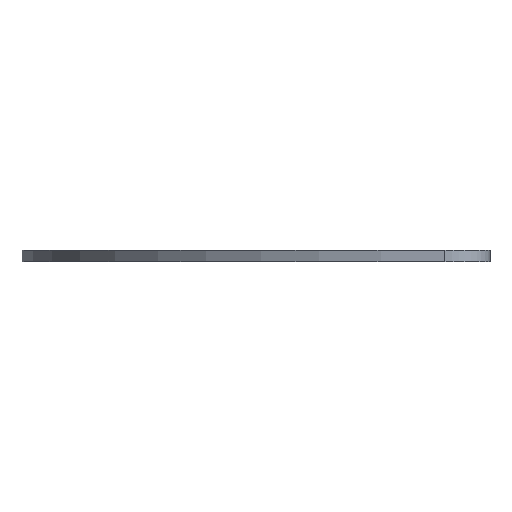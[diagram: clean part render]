
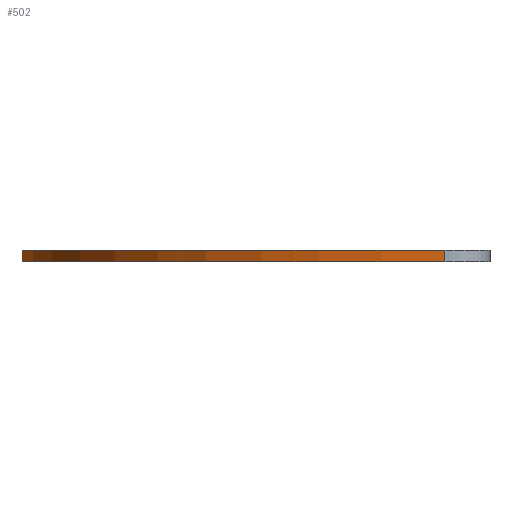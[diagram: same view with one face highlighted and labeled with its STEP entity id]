
A CAD part, left-side view. The second image highlights one B-rep face of the part: STEP entity #502.
In plain terms, the highlighted cylindrical face has radius 40 mm (diameter 80 mm), a partial arc.
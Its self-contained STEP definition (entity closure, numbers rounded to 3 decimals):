
#211=CARTESIAN_POINT('',(16.164,19.816,0.5));
#212=VERTEX_POINT('',#211);
#220=CARTESIAN_POINT('',(-19.816,-16.164,0.5));
#221=VERTEX_POINT('',#220);
#222=CARTESIAN_POINT('',(20.,-20.,0.5));
#223=DIRECTION('',(0.0,0.0,-1.0));
#224=DIRECTION('',(0.0,1.0,0.0));
#225=AXIS2_PLACEMENT_3D('',#222,#223,#224);
#226=CIRCLE('',#225,40.0);
#227=EDGE_CURVE('',#221,#212,#226,.T.);
#460=CARTESIAN_POINT('',(16.164,19.816,-0.5));
#461=VERTEX_POINT('',#460);
#469=CARTESIAN_POINT('',(16.164,19.816,-0.5));
#470=DIRECTION('',(0.0,0.0,1.0));
#471=VECTOR('',#470,1.0);
#472=LINE('',#469,#471);
#473=EDGE_CURVE('',#461,#212,#472,.T.);
#478=CARTESIAN_POINT('',(20.,-20.,0.0));
#479=DIRECTION('',(0.0,0.0,1.0));
#480=DIRECTION('',(0.0,1.0,0.0));
#481=AXIS2_PLACEMENT_3D('',#478,#479,#480);
#482=CYLINDRICAL_SURFACE('',#481,40.0);
#483=ORIENTED_EDGE('',*,*,#473,.F.);
#484=CARTESIAN_POINT('',(-19.816,-16.164,-0.5));
#485=VERTEX_POINT('',#484);
#486=CARTESIAN_POINT('',(20.,-20.,-0.5));
#487=DIRECTION('',(0.0,0.0,1.0));
#488=DIRECTION('',(0.0,1.0,0.0));
#489=AXIS2_PLACEMENT_3D('',#486,#487,#488);
#490=CIRCLE('',#489,40.0);
#491=EDGE_CURVE('',#461,#485,#490,.T.);
#492=ORIENTED_EDGE('',*,*,#491,.T.);
#493=CARTESIAN_POINT('',(-19.816,-16.164,0.5));
#494=DIRECTION('',(0.0,0.0,-1.0));
#495=VECTOR('',#494,1.0);
#496=LINE('',#493,#495);
#497=EDGE_CURVE('',#221,#485,#496,.T.);
#498=ORIENTED_EDGE('',*,*,#497,.F.);
#499=ORIENTED_EDGE('',*,*,#227,.T.);
#500=EDGE_LOOP('',(#483,#492,#498,#499));
#501=FACE_OUTER_BOUND('',#500,.T.);
#502=ADVANCED_FACE('',(#501),#482,.T.);
